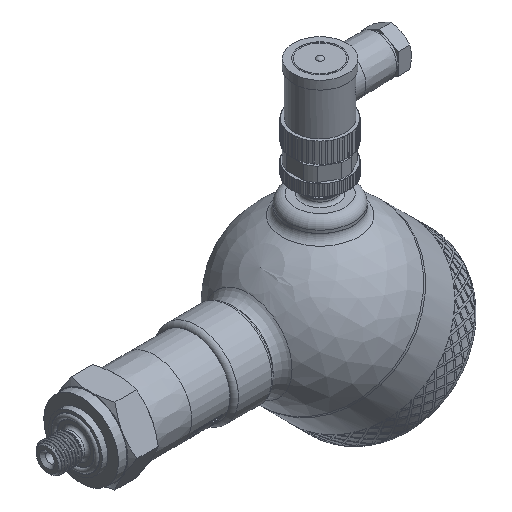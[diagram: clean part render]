
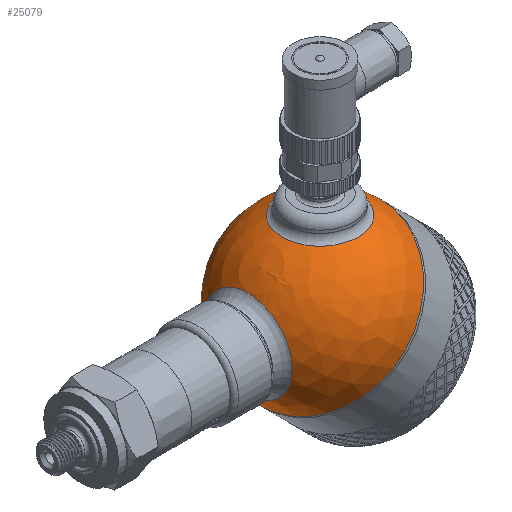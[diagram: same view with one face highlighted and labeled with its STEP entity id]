
A CAD part, isometric view. The second image highlights one B-rep face of the part: STEP entity #25079.
In plain terms, the highlighted spherical face has radius 30 mm.
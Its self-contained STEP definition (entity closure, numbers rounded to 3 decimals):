
#36=SPHERICAL_SURFACE('',#26625,30.);
#999=FACE_BOUND('',#3407,.T.);
#1000=FACE_BOUND('',#3408,.T.);
#1768=FACE_OUTER_BOUND('',#3406,.T.);
#3406=EDGE_LOOP('',(#18036,#18037,#18038,#18039));
#3407=EDGE_LOOP('',(#18040));
#3408=EDGE_LOOP('',(#18041));
#4912=CIRCLE('',#26547,30.);
#4913=CIRCLE('',#26548,30.);
#4940=CIRCLE('',#26621,13.5);
#4943=CIRCLE('',#26626,30.);
#4944=CIRCLE('',#26627,15.643);
#9599=VERTEX_POINT('',#33745);
#9600=VERTEX_POINT('',#33747);
#10099=VERTEX_POINT('',#40134);
#10101=VERTEX_POINT('',#40141);
#10102=VERTEX_POINT('',#40143);
#12315=EDGE_CURVE('',#9599,#9600,#4912,.T.);
#12316=EDGE_CURVE('',#9600,#9599,#4913,.T.);
#13067=EDGE_CURVE('',#10099,#10099,#4940,.T.);
#13070=EDGE_CURVE('',#9600,#10101,#4943,.T.);
#13071=EDGE_CURVE('',#10102,#10102,#4944,.T.);
#18036=ORIENTED_EDGE('',*,*,#12316,.F.);
#18037=ORIENTED_EDGE('',*,*,#13070,.T.);
#18038=ORIENTED_EDGE('',*,*,#13070,.F.);
#18039=ORIENTED_EDGE('',*,*,#12315,.F.);
#18040=ORIENTED_EDGE('',*,*,#13071,.F.);
#18041=ORIENTED_EDGE('',*,*,#13067,.F.);
#25079=ADVANCED_FACE('',(#1768,#999,#1000),#36,.T.);
#26547=AXIS2_PLACEMENT_3D('',#33748,#28263,#28264);
#26548=AXIS2_PLACEMENT_3D('',#33749,#28265,#28266);
#26621=AXIS2_PLACEMENT_3D('',#40135,#28675,#28676);
#26625=AXIS2_PLACEMENT_3D('',#40140,#28683,#28684);
#26626=AXIS2_PLACEMENT_3D('',#40142,#28685,#28686);
#26627=AXIS2_PLACEMENT_3D('',#40144,#28687,#28688);
#28263=DIRECTION('center_axis',(1.,0.,0.));
#28264=DIRECTION('ref_axis',(0.,1.,0.));
#28265=DIRECTION('center_axis',(1.,0.,0.));
#28266=DIRECTION('ref_axis',(0.,1.,0.));
#28675=DIRECTION('center_axis',(-0.707,0.,-0.707));
#28676=DIRECTION('ref_axis',(-0.707,0.,0.707));
#28683=DIRECTION('center_axis',(1.,0.,0.));
#28684=DIRECTION('ref_axis',(0.,-1.,0.));
#28685=DIRECTION('center_axis',(0.,0.,1.));
#28686=DIRECTION('ref_axis',(0.,1.,0.));
#28687=DIRECTION('center_axis',(-0.707,0.,0.707));
#28688=DIRECTION('ref_axis',(0.707,0.,0.707));
#33745=CARTESIAN_POINT('',(0.,-30.,0.));
#33747=CARTESIAN_POINT('',(0.,30.,0.));
#33748=CARTESIAN_POINT('Origin',(0.,0.,0.));
#33749=CARTESIAN_POINT('Origin',(0.,0.,0.));
#40134=CARTESIAN_POINT('',(-9.398,0.,-28.49));
#40135=CARTESIAN_POINT('Origin',(-18.944,0.,-18.944));
#40140=CARTESIAN_POINT('Origin',(0.,0.,0.));
#40141=CARTESIAN_POINT('',(-30.,0.,0.));
#40142=CARTESIAN_POINT('Origin',(0.,0.,0.));
#40143=CARTESIAN_POINT('',(-29.162,0.,7.04));
#40144=CARTESIAN_POINT('Origin',(-18.101,0.,18.101));
